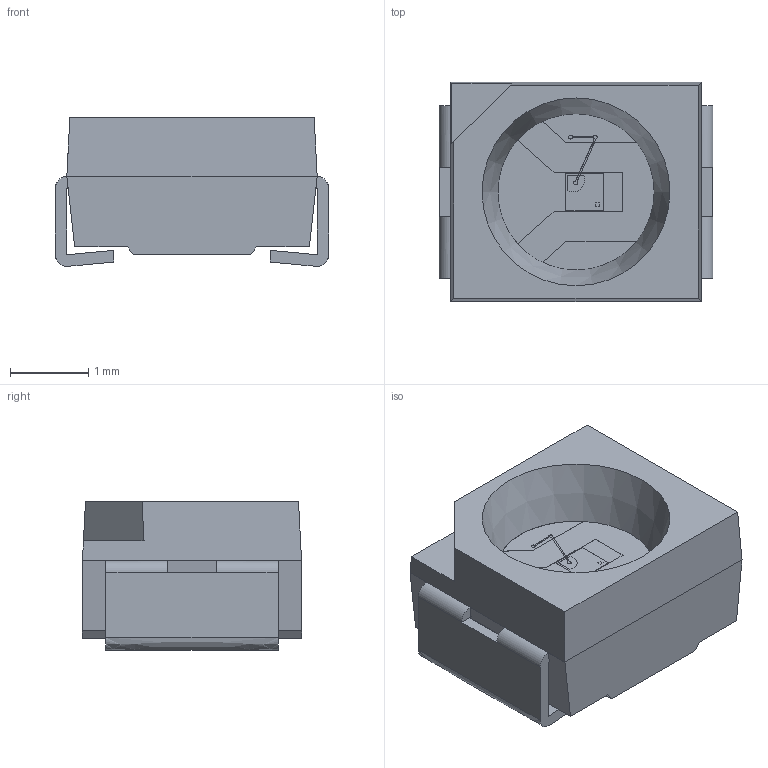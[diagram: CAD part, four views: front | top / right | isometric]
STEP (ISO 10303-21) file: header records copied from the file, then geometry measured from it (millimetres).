
FILE_DESCRIPTION(/* description */ ('Unknown'),/* implementation_level */ '2;1');
FILE_NAME(/* name */ '15435294Bxx14_HV',/* time_stamp */ '2018-04-18T12:15:45+02:00',/* author */ ('Unknown'),/* organization */ ('Unknown'),/* preprocessor_version */ 'ST-DEVELOPER v16.7',/* originating_system */ 'DEX',/* authorisation */ $);
FILE_SCHEMA (('AUTOMOTIVE_DESIGN {1 0 10303 214 3 1 1}'));
Length unit declared in the file: millimetre
Products named in the file (5): 15435294Bxx14_HV; cover; housing; base; base_mir
Assembly tree (4 placements, depth 2):
  15435294Bxx14_HV
    cover
    housing
    base
    base_mir
Bounding box: 3.5 x 2.8 x 1.9 mm (x, y, z)
Volume: 12.8 mm3; surface area: 72.4 mm2
Topology: 4 solids, 4 shells, 120 faces, 331 edges, 218 vertices
Faces by surface type: plane 102, cylinder 15, bspline 2, cone 1
Full cylindrical faces by diameter (mm): 0.8 x1
Entity records: 4419 total; most frequent: CARTESIAN_POINT 710, ORIENTED_EDGE 658, DIRECTION 619, EDGE_CURVE 329, LINE 285, VECTOR 285, VERTEX_POINT 218, AXIS2_PLACEMENT_3D 167
